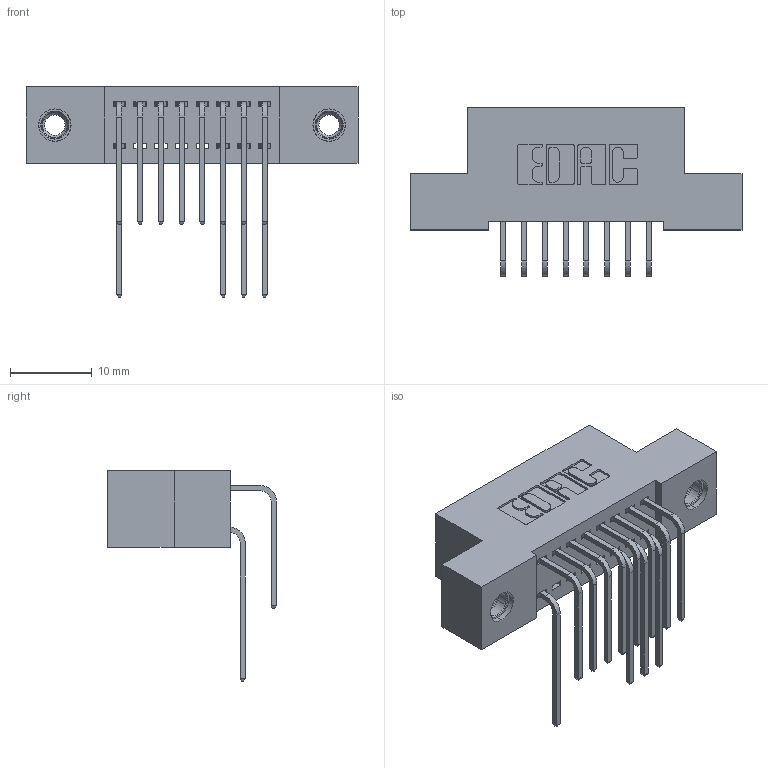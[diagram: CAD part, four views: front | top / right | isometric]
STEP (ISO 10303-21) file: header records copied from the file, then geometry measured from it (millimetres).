
FILE_DESCRIPTION (( 'STEP AP203' ), '1' );
FILE_NAME ('392-016-559-207.STEP', '2018-08-15T02:43:20', ( '' ), ( '' ), 'SwSTEP 2.0', 'SolidWorks 2016', '' );
FILE_SCHEMA (( 'CONFIG_CONTROL_DESIGN' ));
Length unit declared in the file: inch
Products named in the file (5): 345-292-001_558 559 Tail - 1; 345-292-001_559 Tail - 2; 345-250-001_345-250-005-103; 392-016-559-207; 342 Part_TI
Assembly tree (15 placements, depth 2):
  392-016-559-207
    342 Part_TI
    345-292-001_558 559 Tail - 1  x4
    345-292-001_559 Tail - 2  x8
    345-250-001_345-250-005-103  x2
Bounding box: 40.64 x 20.64 x 25.78 mm (x, y, z)
Volume: 3511.1 mm3; surface area: 5017.4 mm2
Topology: 15 solids, 15 shells, 842 faces, 2451 edges, 1610 vertices
Faces by surface type: plane 578, cylinder 248, cone 12, torus 4
Entity records: 12254 total; most frequent: CARTESIAN_POINT 2120, ORIENTED_EDGE 2002, DIRECTION 1879, EDGE_CURVE 1001, VECTOR 813, LINE 813, VERTEX_POINT 660, AXIS2_PLACEMENT_3D 533
